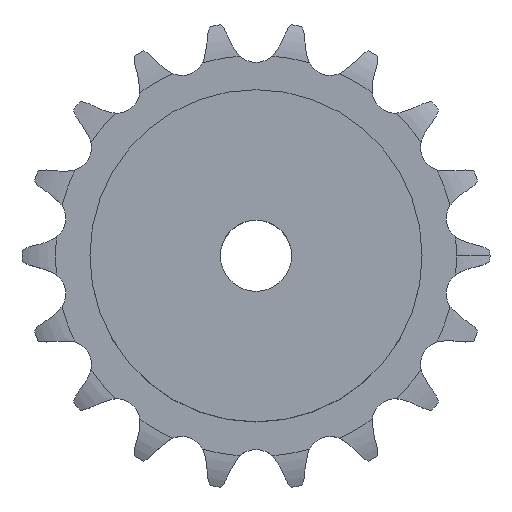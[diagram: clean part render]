
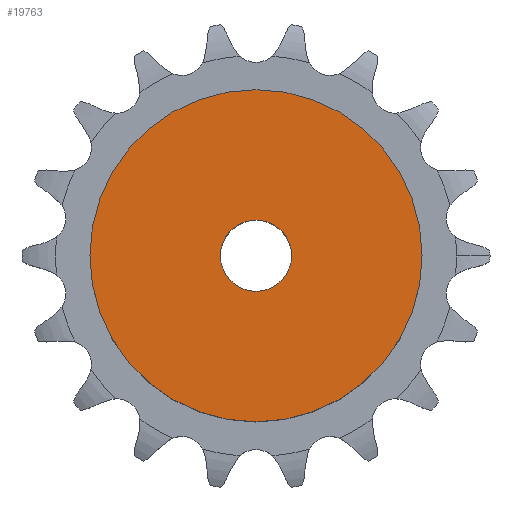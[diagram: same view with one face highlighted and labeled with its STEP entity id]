
A CAD part, top view. The second image highlights one B-rep face of the part: STEP entity #19763.
In plain terms, the highlighted planar face has unit normal (0, 0, 1).
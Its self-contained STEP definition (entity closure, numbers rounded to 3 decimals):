
#2724 = CYLINDRICAL_SURFACE('',#2725,28.);
#2725 = AXIS2_PLACEMENT_3D('',#2726,#2727,#2728);
#2726 = CARTESIAN_POINT('',(0.,0.,0.));
#2727 = DIRECTION('',(-0.,-0.,-1.));
#2728 = DIRECTION('',(1.,0.,0.));
#12628 = VERTEX_POINT('',#12629);
#12629 = CARTESIAN_POINT('',(28.,0.,28.));
#12650 = EDGE_CURVE('',#12628,#12628,#12651,.T.);
#12651 = SURFACE_CURVE('',#12652,(#12657,#12664),.PCURVE_S1.);
#12652 = CIRCLE('',#12653,28.);
#12653 = AXIS2_PLACEMENT_3D('',#12654,#12655,#12656);
#12654 = CARTESIAN_POINT('',(0.,0.,28.));
#12655 = DIRECTION('',(0.,0.,1.));
#12656 = DIRECTION('',(1.,0.,0.));
#12657 = PCURVE('',#2724,#12658);
#12658 = DEFINITIONAL_REPRESENTATION('',(#12659),#12663);
#12659 = LINE('',#12660,#12661);
#12660 = CARTESIAN_POINT('',(-0.,-28.));
#12661 = VECTOR('',#12662,1.);
#12662 = DIRECTION('',(-1.,0.));
#12663 = ( GEOMETRIC_REPRESENTATION_CONTEXT(2) 
PARAMETRIC_REPRESENTATION_CONTEXT() REPRESENTATION_CONTEXT('2D SPACE',''
  ) );
#12664 = PCURVE('',#12665,#12670);
#12665 = PLANE('',#12666);
#12666 = AXIS2_PLACEMENT_3D('',#12667,#12668,#12669);
#12667 = CARTESIAN_POINT('',(0.,0.,28.));
#12668 = DIRECTION('',(0.,0.,1.));
#12669 = DIRECTION('',(1.,0.,0.));
#12670 = DEFINITIONAL_REPRESENTATION('',(#12671),#12675);
#12671 = CIRCLE('',#12672,28.);
#12672 = AXIS2_PLACEMENT_2D('',#12673,#12674);
#12673 = CARTESIAN_POINT('',(0.,0.));
#12674 = DIRECTION('',(1.,0.));
#12675 = ( GEOMETRIC_REPRESENTATION_CONTEXT(2) 
PARAMETRIC_REPRESENTATION_CONTEXT() REPRESENTATION_CONTEXT('2D SPACE',''
  ) );
#16852 = CYLINDRICAL_SURFACE('',#16853,6.);
#16853 = AXIS2_PLACEMENT_3D('',#16854,#16855,#16856);
#16854 = CARTESIAN_POINT('',(0.,0.,126.347));
#16855 = DIRECTION('',(0.,0.,1.));
#16856 = DIRECTION('',(1.,0.,0.));
#19763 = ADVANCED_FACE('',(#19764,#19767),#12665,.T.);
#19764 = FACE_BOUND('',#19765,.T.);
#19765 = EDGE_LOOP('',(#19766));
#19766 = ORIENTED_EDGE('',*,*,#12650,.T.);
#19767 = FACE_BOUND('',#19768,.T.);
#19768 = EDGE_LOOP('',(#19769));
#19769 = ORIENTED_EDGE('',*,*,#19770,.F.);
#19770 = EDGE_CURVE('',#19771,#19771,#19773,.T.);
#19771 = VERTEX_POINT('',#19772);
#19772 = CARTESIAN_POINT('',(6.,0.,28.));
#19773 = SURFACE_CURVE('',#19774,(#19779,#19786),.PCURVE_S1.);
#19774 = CIRCLE('',#19775,6.);
#19775 = AXIS2_PLACEMENT_3D('',#19776,#19777,#19778);
#19776 = CARTESIAN_POINT('',(0.,0.,28.));
#19777 = DIRECTION('',(0.,0.,1.));
#19778 = DIRECTION('',(1.,0.,0.));
#19779 = PCURVE('',#12665,#19780);
#19780 = DEFINITIONAL_REPRESENTATION('',(#19781),#19785);
#19781 = CIRCLE('',#19782,6.);
#19782 = AXIS2_PLACEMENT_2D('',#19783,#19784);
#19783 = CARTESIAN_POINT('',(0.,0.));
#19784 = DIRECTION('',(1.,0.));
#19785 = ( GEOMETRIC_REPRESENTATION_CONTEXT(2) 
PARAMETRIC_REPRESENTATION_CONTEXT() REPRESENTATION_CONTEXT('2D SPACE',''
  ) );
#19786 = PCURVE('',#16852,#19787);
#19787 = DEFINITIONAL_REPRESENTATION('',(#19788),#19792);
#19788 = LINE('',#19789,#19790);
#19789 = CARTESIAN_POINT('',(0.,-98.347));
#19790 = VECTOR('',#19791,1.);
#19791 = DIRECTION('',(1.,0.));
#19792 = ( GEOMETRIC_REPRESENTATION_CONTEXT(2) 
PARAMETRIC_REPRESENTATION_CONTEXT() REPRESENTATION_CONTEXT('2D SPACE',''
  ) );
